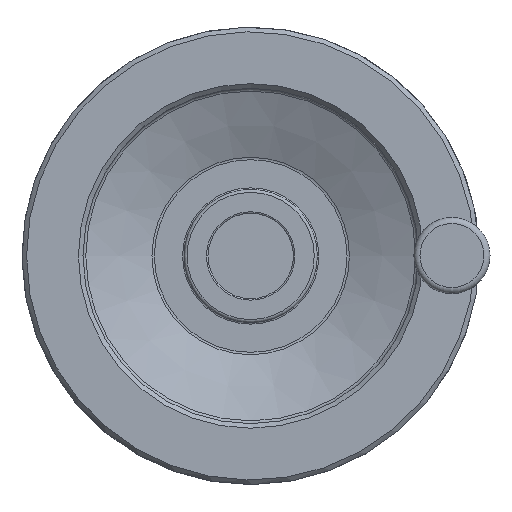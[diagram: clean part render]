
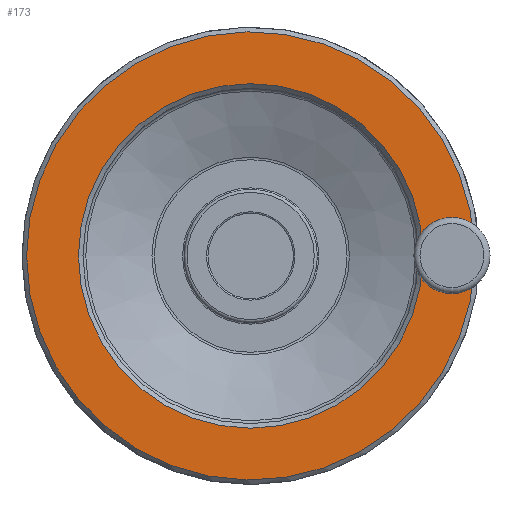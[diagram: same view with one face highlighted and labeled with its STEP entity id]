
A CAD part, top view. The second image highlights one B-rep face of the part: STEP entity #173.
In plain terms, the highlighted planar face has unit normal (0, 0, 1).
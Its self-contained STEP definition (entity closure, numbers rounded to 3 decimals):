
#173 = ADVANCED_FACE( '', ( #421, #422 ), #423, .T. );
#421 = FACE_OUTER_BOUND( '', #865, .T. );
#422 = FACE_BOUND( '', #866, .T. );
#423 = PLANE( '', #867 );
#865 = EDGE_LOOP( '', ( #2133, #2134 ) );
#866 = EDGE_LOOP( '', ( #2135 ) );
#867 = AXIS2_PLACEMENT_3D( '', #2136, #2137, #2138 );
#2133 = ORIENTED_EDGE( '', *, *, #2716, .T. );
#2134 = ORIENTED_EDGE( '', *, *, #2717, .T. );
#2135 = ORIENTED_EDGE( '', *, *, #2718, .T. );
#2136 = CARTESIAN_POINT( '', ( 55., 0., 35. ) );
#2137 = DIRECTION( '', ( 0., 0., 1. ) );
#2138 = DIRECTION( '', ( 1., 0., 0. ) );
#2716 = EDGE_CURVE( '', #3021, #3022, #3023, .F. );
#2717 = EDGE_CURVE( '', #3022, #3021, #3024, .T. );
#2718 = EDGE_CURVE( '', #3025, #3025, #3026, .F. );
#3021 = VERTEX_POINT( '', #3511 );
#3022 = VERTEX_POINT( '', #3512 );
#3023 = CIRCLE( '', #3513, 7.841 );
#3024 = CIRCLE( '', #3514, 73.5 );
#3025 = VERTEX_POINT( '', #3515 );
#3026 = CIRCLE( '', #3516, 56.5 );
#3511 = CARTESIAN_POINT( '', ( 73.46, -2.413, 35. ) );
#3512 = CARTESIAN_POINT( '', ( 73.46, 2.413, 35. ) );
#3513 = AXIS2_PLACEMENT_3D( '', #4285, #4286, #4287 );
#3514 = AXIS2_PLACEMENT_3D( '', #4288, #4289, #4290 );
#3515 = CARTESIAN_POINT( '', ( 56.5, 0., 35. ) );
#3516 = AXIS2_PLACEMENT_3D( '', #4291, #4292, #4293 );
#4285 = CARTESIAN_POINT( '', ( 66., 0., 35. ) );
#4286 = DIRECTION( '', ( 0., 0., 1. ) );
#4287 = DIRECTION( '', ( 1., 0., 0. ) );
#4288 = CARTESIAN_POINT( '', ( 0., 0., 35. ) );
#4289 = DIRECTION( '', ( 0., 0., 1. ) );
#4290 = DIRECTION( '', ( 1., 0., 0. ) );
#4291 = CARTESIAN_POINT( '', ( 0., 0., 35. ) );
#4292 = DIRECTION( '', ( 0., 0., 1. ) );
#4293 = DIRECTION( '', ( 1., 0., 0. ) );
